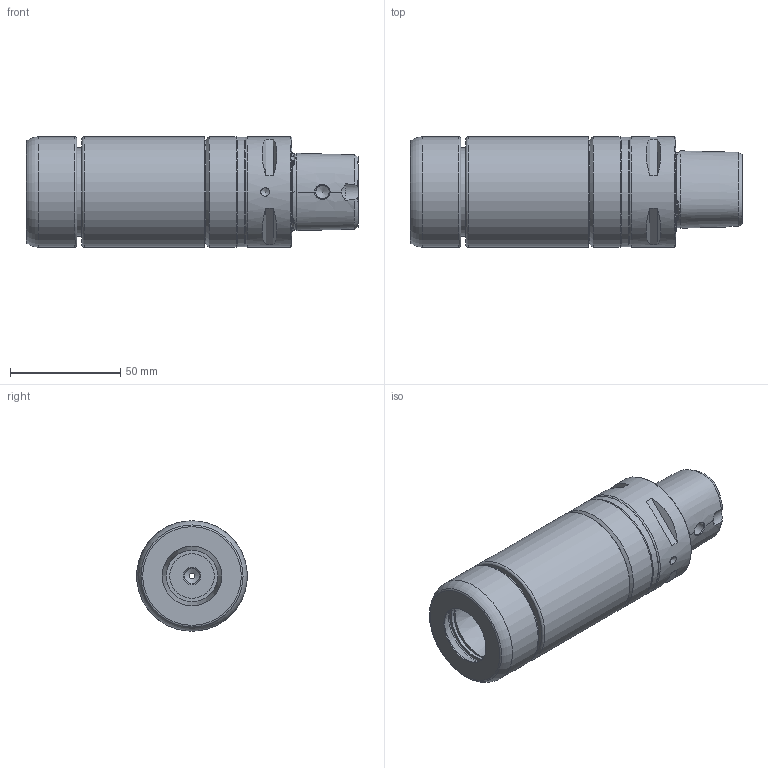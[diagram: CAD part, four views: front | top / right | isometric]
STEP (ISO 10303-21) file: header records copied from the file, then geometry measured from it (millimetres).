
FILE_DESCRIPTION(/* description */ (''),/* implementation_level */ '2;1');
FILE_NAME(/* name */ 'C5-SMH32-120A.stp',/* time_stamp */ '2024-06-13T09:46:12+09:00',/* author */ ('AIS-09'),/* organization */ (''),/* preprocessor_version */ 'ST-DEVELOPER v17.2',/* originating_system */ 'Autodesk Inventor 2019',/* authorisation */ '');
FILE_SCHEMA (('AUTOMOTIVE_DESIGN { 1 0 10303 214 3 1 1 }'));
Length unit declared in the file: millimetre
Products named in the file (1): C5-SMH32-120A
Bounding box: 150.5 x 50.1 x 50.1 mm (x, y, z)
Volume: 212438.3 mm3; surface area: 37376.8 mm2
Topology: 1 solids, 1 shells, 117 faces, 415 edges, 389 vertices
Faces by surface type: cylinder 34, plane 31, cone 26, torus 14, bspline 12
Full cylindrical faces by diameter (mm): 2.5 x1, 6 x1, 6.1 x3, 6.9 x1, 8 x1, 14.5 x1, 16 x1, 16.3 x1, 20.2 x1, 21 x2, 23.5 x1, 24 x1, 27 x1, 30.15 x1, 40 x2, 40.2 x1, 47 x1, 49.6 x1, 50 x3, 50.1 x1
Entity records: 8723 total; most frequent: CARTESIAN_POINT 5273, DIRECTION 716, ORIENTED_EDGE 672, EDGE_CURVE 336, AXIS2_PLACEMENT_3D 320, VERTEX_POINT 237, CIRCLE 204, EDGE_LOOP 137
